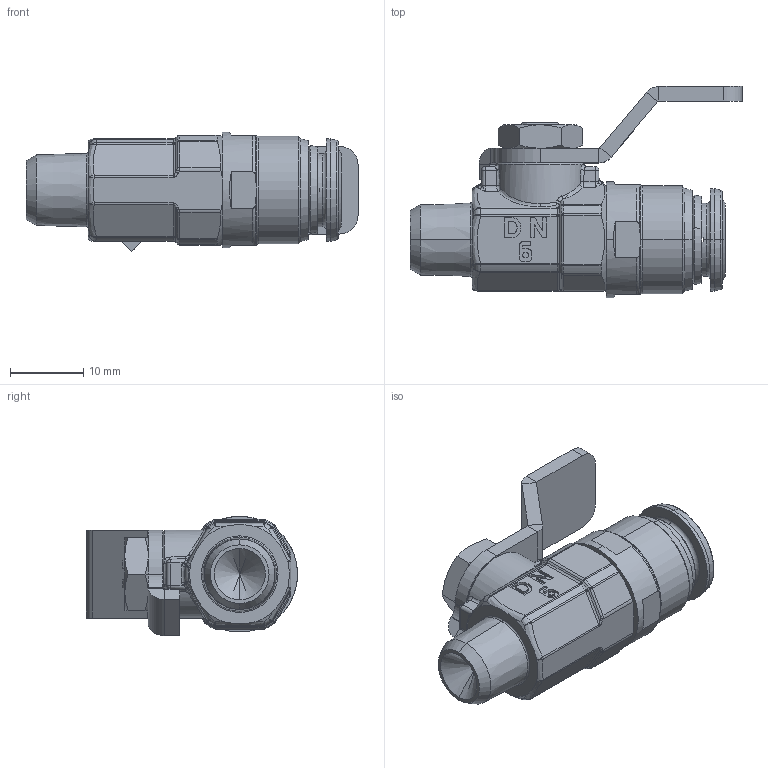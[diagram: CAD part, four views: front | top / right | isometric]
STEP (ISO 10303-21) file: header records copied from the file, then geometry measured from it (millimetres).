
FILE_DESCRIPTION (( 'STEP AP214' ), '1' );
FILE_NAME ('6657000004.STEP', '2019-11-22T12:59:28', ( 'admin' ), ( '' ), 'SwSTEP 2.0', 'SolidWorks 2016', '' );
FILE_SCHEMA (( 'AUTOMOTIVE_DESIGN' ));
Length unit declared in the file: millimetre
Products named in the file (1): 6657000004
Bounding box: 45.37 x 28.85 x 16.31 mm (x, y, z)
Volume: 7108.7 mm3; surface area: 4000.8 mm2
Topology: 1 solids, 1 shells, 466 faces, 1129 edges, 649 vertices
Faces by surface type: plane 133, bspline 115, cylinder 98, cone 55, torus 39, sphere 26
Entity records: 15390 total; most frequent: CARTESIAN_POINT 5550, ORIENTED_EDGE 2206, DIRECTION 1878, EDGE_CURVE 1103, AXIS2_PLACEMENT_3D 753, VERTEX_POINT 649, EDGE_LOOP 486, FACE_OUTER_BOUND 466
